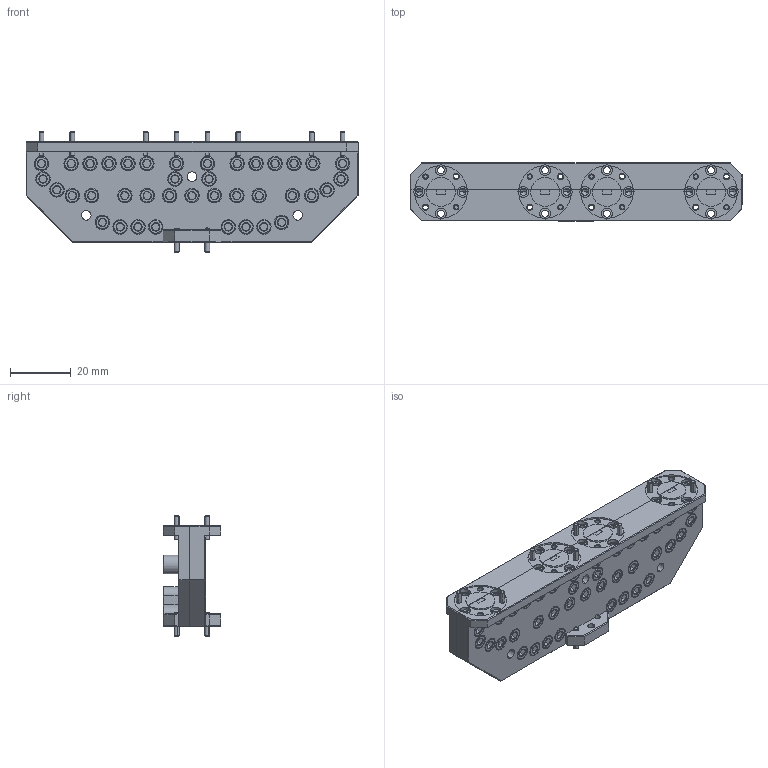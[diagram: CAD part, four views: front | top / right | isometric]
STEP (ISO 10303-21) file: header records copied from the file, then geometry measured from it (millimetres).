
FILE_DESCRIPTION (( 'STEP AP203' ), '1' );
FILE_NAME ('WP-E4I-A.STEP', '2022-08-24T20:29:20', ( '' ), ( '' ), 'SwSTEP 2.0', 'SolidWorks 2021', '' );
FILE_SCHEMA (( 'CONFIG_CONTROL_DESIGN' ));
Length unit declared in the file: inch
Products named in the file (1): WP-E4I-A
Bounding box: 109.22 x 19.05 x 39.66 mm (x, y, z)
Volume: 33114.8 mm3; surface area: 25387.7 mm2
Topology: 51 solids, 51 shells, 1747 faces, 3882 edges, 2316 vertices
Faces by surface type: plane 616, cone 574, cylinder 555, bspline 2
Entity records: 49440 total; most frequent: CARTESIAN_POINT 10033, DIRECTION 8718, ORIENTED_EDGE 7720, EDGE_CURVE 3860, AXIS2_PLACEMENT_3D 3454, VERTEX_POINT 2316, EDGE_LOOP 1996, VECTOR 1810
